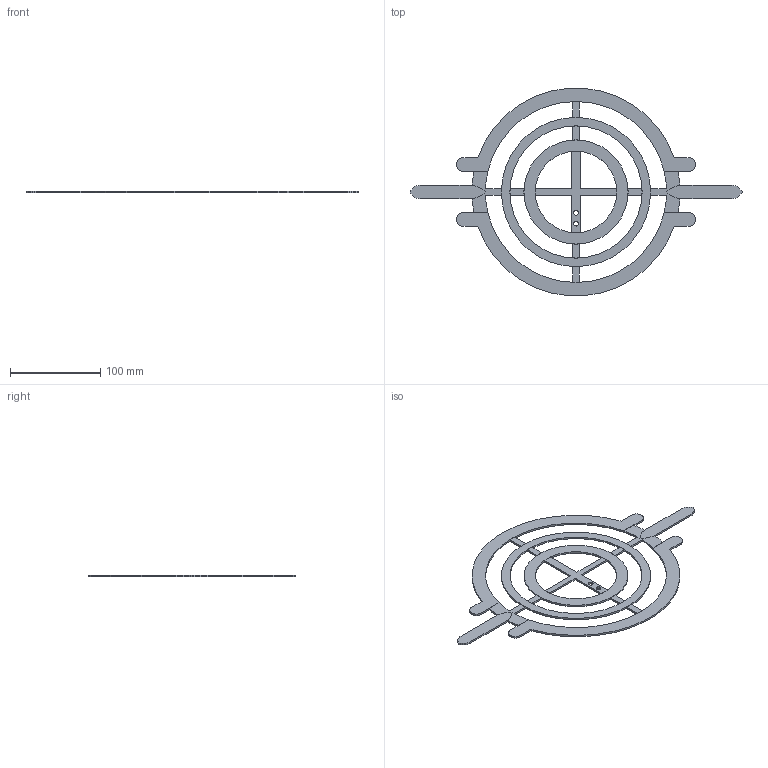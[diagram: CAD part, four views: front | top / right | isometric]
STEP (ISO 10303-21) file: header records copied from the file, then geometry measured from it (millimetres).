
FILE_DESCRIPTION(/* description */ ('','CAx-IF Rec.Pracs.---Representation and Presentation of Product Manufacturing Information (PMI)---4.0---2014-10-13'),/* implementation_level */ '2;1');
FILE_NAME(/* name */ '',/* time_stamp */ '2025-03-06T16:05:39+09:00',/* author */ (''),/* organization */ (''),/* preprocessor_version */ 'ST-DEVELOPER v20',/* originating_system */ 'Autodesk Translation Framework v13.20.0.188',/* authorisation */ '');
FILE_SCHEMA (('AP242_MANAGED_MODEL_BASED_3D_ENGINEERING_MIM_LF { 1 0 10303 442 1 1 4 }'));
Length unit declared in the file: millimetre
Products named in the file (1): ホシノ_ヘイロー_mk1
Bounding box: 367 x 229.22 x 2 mm (x, y, z)
Volume: 48608 mm3; surface area: 57354.4 mm2
Topology: 15 solids, 15 shells, 122 faces, 276 edges, 184 vertices
Faces by surface type: plane 70, cylinder 52
Full cylindrical faces by diameter (mm): 5.2 x2, 90 x1, 115 x1, 146 x1, 165 x1
Entity records: 3493 total; most frequent: DIRECTION 626, CARTESIAN_POINT 583, ORIENTED_EDGE 552, EDGE_CURVE 276, AXIS2_PLACEMENT_3D 227, VERTEX_POINT 184, LINE 172, VECTOR 172
